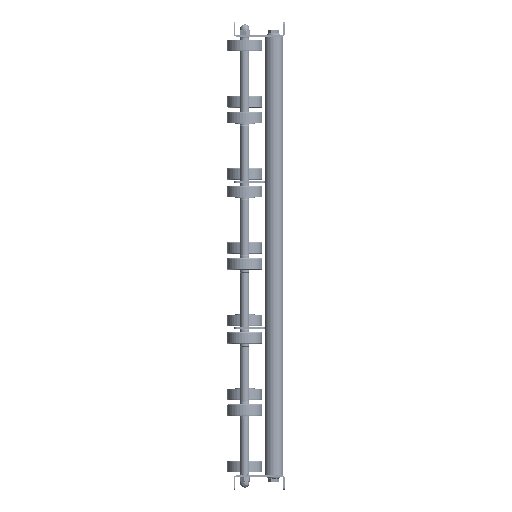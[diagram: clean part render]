
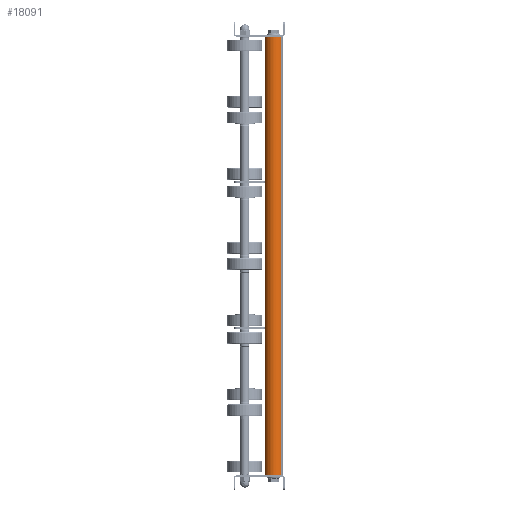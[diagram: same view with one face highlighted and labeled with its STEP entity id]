
A CAD part, left-side view. The second image highlights one B-rep face of the part: STEP entity #18091.
In plain terms, the highlighted cylindrical face has radius 12.5 mm (diameter 25 mm), a partial arc.
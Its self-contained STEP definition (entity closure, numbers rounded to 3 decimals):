
#207 = DIRECTION ( 'NONE',  ( -1., 0., 0. ) ) ;
#1761 = CARTESIAN_POINT ( 'NONE',  ( 600., 0., -12.5 ) ) ;
#1852 = CARTESIAN_POINT ( 'NONE',  ( 600., 0., 12.5 ) ) ;
#1866 = DIRECTION ( 'NONE',  ( 1., 0., 0. ) ) ;
#2543 = ORIENTED_EDGE ( 'NONE', *, *, #13661, .T. ) ;
#2677 = CARTESIAN_POINT ( 'NONE',  ( 599., 0., 12.5 ) ) ;
#2925 = VERTEX_POINT ( 'NONE', #2677 ) ;
#3856 = CIRCLE ( 'NONE', #5599, 12.5 ) ;
#4306 = VECTOR ( 'NONE', #207, 1000. ) ;
#4385 = DIRECTION ( 'NONE',  ( -1., 0., 0. ) ) ;
#4938 = VERTEX_POINT ( 'NONE', #15168 ) ;
#5599 = AXIS2_PLACEMENT_3D ( 'NONE', #8272, #1866, #6970 ) ;
#5657 = EDGE_CURVE ( 'NONE', #15330, #2925, #20496, .T. ) ;
#6156 = ORIENTED_EDGE ( 'NONE', *, *, #16138, .T. ) ;
#6970 = DIRECTION ( 'NONE',  ( 0., 0., -1. ) ) ;
#7650 = FACE_OUTER_BOUND ( 'NONE', #15366, .T. ) ;
#8175 = EDGE_CURVE ( 'NONE', #15330, #4938, #16622, .T. ) ;
#8272 = CARTESIAN_POINT ( 'NONE',  ( 1., 0., 0. ) ) ;
#8390 = DIRECTION ( 'NONE',  ( -1., 0., 0. ) ) ;
#10667 = CARTESIAN_POINT ( 'NONE',  ( 600., 0., 0. ) ) ;
#10973 = CARTESIAN_POINT ( 'NONE',  ( 599., 0., -12.5 ) ) ;
#11303 = VERTEX_POINT ( 'NONE', #16158 ) ;
#11470 = AXIS2_PLACEMENT_3D ( 'NONE', #18227, #21382, #11510 ) ;
#11510 = DIRECTION ( 'NONE',  ( 0., 0., -1. ) ) ;
#11557 = ORIENTED_EDGE ( 'NONE', *, *, #8175, .F. ) ;
#12416 = DIRECTION ( 'NONE',  ( 0., 0., 1. ) ) ;
#13661 = EDGE_CURVE ( 'NONE', #11303, #4938, #3856, .T. ) ;
#15168 = CARTESIAN_POINT ( 'NONE',  ( 1., 0., -12.5 ) ) ;
#15330 = VERTEX_POINT ( 'NONE', #10973 ) ;
#15366 = EDGE_LOOP ( 'NONE', ( #11557, #16853, #6156, #2543 ) ) ;
#15476 = AXIS2_PLACEMENT_3D ( 'NONE', #10667, #4385, #12416 ) ;
#16138 = EDGE_CURVE ( 'NONE', #2925, #11303, #20305, .T. ) ;
#16158 = CARTESIAN_POINT ( 'NONE',  ( 1., 0., 12.5 ) ) ;
#16379 = VECTOR ( 'NONE', #8390, 1000. ) ;
#16622 = LINE ( 'NONE', #1761, #16379 ) ;
#16853 = ORIENTED_EDGE ( 'NONE', *, *, #5657, .T. ) ;
#17623 = CYLINDRICAL_SURFACE ( 'NONE', #15476, 12.5 ) ;
#18091 = ADVANCED_FACE ( 'NONE', ( #7650 ), #17623, .T. ) ;
#18227 = CARTESIAN_POINT ( 'NONE',  ( 599., 0., 0. ) ) ;
#20305 = LINE ( 'NONE', #1852, #4306 ) ;
#20496 = CIRCLE ( 'NONE', #11470, 12.5 ) ;
#21382 = DIRECTION ( 'NONE',  ( -1., 0., 0. ) ) ;
